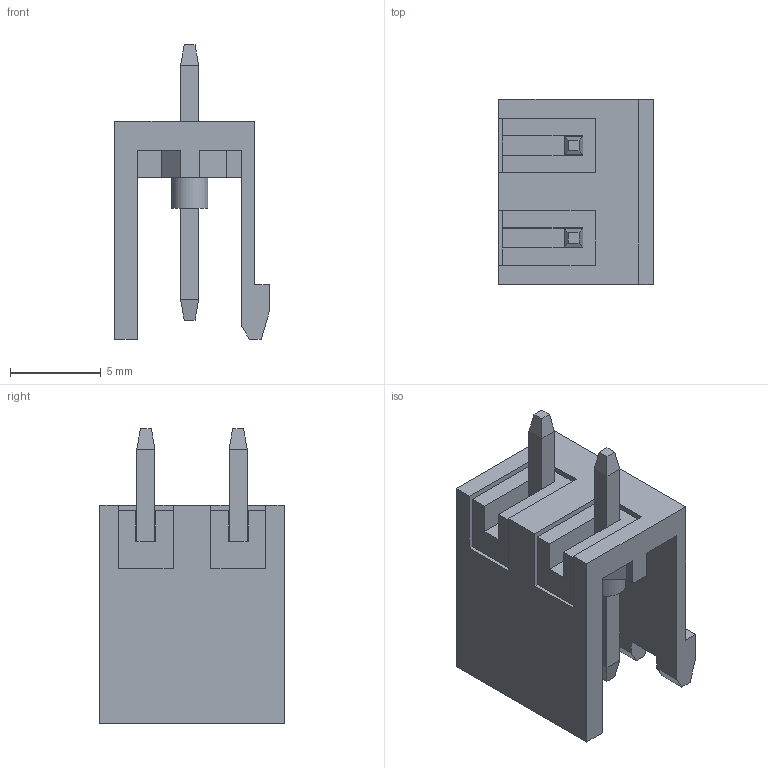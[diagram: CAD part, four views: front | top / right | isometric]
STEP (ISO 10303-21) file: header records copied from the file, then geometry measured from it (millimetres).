
FILE_DESCRIPTION (( 'STEP AP214' ), '1' );
FILE_NAME ('User Library-KF2EDGK-5.08-2P.STEP', '2021-11-24T14:26:48', ( '' ), ( '' ), 'SwSTEP 2.0', 'SolidWorks 2021', '' );
FILE_SCHEMA (( 'AUTOMOTIVE_DESIGN' ));
Length unit declared in the file: millimetre
Products named in the file (1): User Library-KF2EDGK-5.08-2P
Bounding box: 8.5 x 10.16 x 16.2 mm (x, y, z)
Volume: 362.5 mm3; surface area: 876.6 mm2
Topology: 1 solids, 1 shells, 122 faces, 328 edges, 212 vertices
Faces by surface type: plane 116, cylinder 6
Entity records: 4158 total; most frequent: CARTESIAN_POINT 663, ORIENTED_EDGE 656, DIRECTION 590, EDGE_CURVE 328, LINE 312, VECTOR 312, VERTEX_POINT 212, AXIS2_PLACEMENT_3D 139
